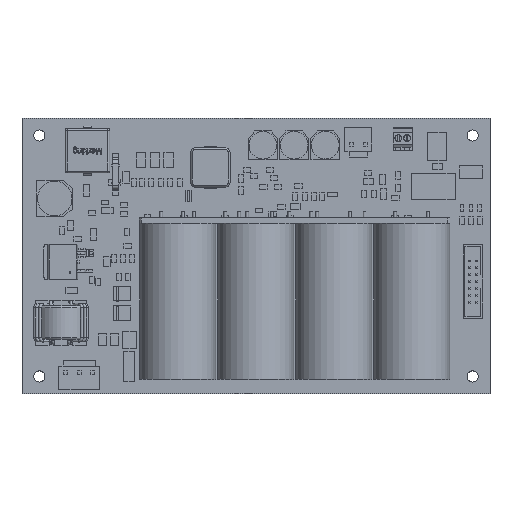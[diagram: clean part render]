
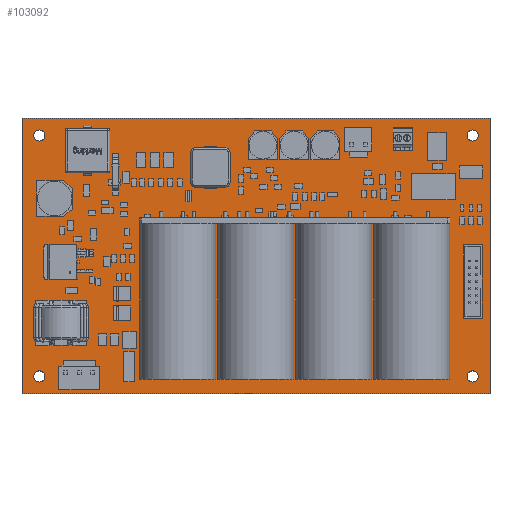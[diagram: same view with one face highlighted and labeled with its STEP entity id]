
A CAD part, top view. The second image highlights one B-rep face of the part: STEP entity #103092.
In plain terms, the highlighted planar face has unit normal (0, 0, 1).
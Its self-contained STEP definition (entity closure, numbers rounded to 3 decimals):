
#527 = DIRECTION ( 'NONE',  ( 0., 0., 1. ) ) ;
#796 = DIRECTION ( 'NONE',  ( -1., 0., 0. ) ) ;
#1147 = PLANE ( 'NONE',  #133105 ) ;
#5727 = EDGE_CURVE ( 'NONE', #69647, #32379, #9995, .T. ) ;
#5992 = VECTOR ( 'NONE', #47203, 1000. ) ;
#6161 = EDGE_LOOP ( 'NONE', ( #124004 ) ) ;
#6395 = LINE ( 'NONE', #49882, #97339 ) ;
#7368 = EDGE_CURVE ( 'NONE', #57608, #69647, #29499, .T. ) ;
#7451 = EDGE_CURVE ( 'NONE', #99681, #99681, #16198, .T. ) ;
#9995 = LINE ( 'NONE', #123366, #5992 ) ;
#11761 = DIRECTION ( 'NONE',  ( 0., 0., 1. ) ) ;
#13692 = DIRECTION ( 'NONE',  ( 0., 0., 1. ) ) ;
#16036 = EDGE_CURVE ( 'NONE', #64990, #64990, #26170, .T. ) ;
#16096 = CIRCLE ( 'NONE', #71243, 1.6 ) ;
#16198 = CIRCLE ( 'NONE', #42503, 1.6 ) ;
#16550 = EDGE_LOOP ( 'NONE', ( #141435, #101579, #69703, #62992 ) ) ;
#16860 = CIRCLE ( 'NONE', #117697, 1.6 ) ;
#17777 = CARTESIAN_POINT ( 'NONE',  ( 131.6, 74.5, 0. ) ) ;
#22935 = DIRECTION ( 'NONE',  ( 1., 0., 0. ) ) ;
#25093 = EDGE_CURVE ( 'NONE', #142333, #57608, #26198, .T. ) ;
#26170 = CIRCLE ( 'NONE', #110298, 1.6 ) ;
#26198 = LINE ( 'NONE', #126189, #144989 ) ;
#26340 = VERTEX_POINT ( 'NONE', #108379 ) ;
#27889 = ORIENTED_EDGE ( 'NONE', *, *, #16036, .F. ) ;
#28233 = CARTESIAN_POINT ( 'NONE',  ( 6.6, 5., 0. ) ) ;
#29499 = LINE ( 'NONE', #65524, #105258 ) ;
#30927 = EDGE_LOOP ( 'NONE', ( #39266 ) ) ;
#31659 = CARTESIAN_POINT ( 'NONE',  ( 135., 0., 0. ) ) ;
#32324 = DIRECTION ( 'NONE',  ( 0., 0., 1. ) ) ;
#32379 = VERTEX_POINT ( 'NONE', #34342 ) ;
#34342 = CARTESIAN_POINT ( 'NONE',  ( 135., 79.5, 0. ) ) ;
#39266 = ORIENTED_EDGE ( 'NONE', *, *, #104602, .F. ) ;
#42503 = AXIS2_PLACEMENT_3D ( 'NONE', #138579, #527, #22935 ) ;
#42880 = CARTESIAN_POINT ( 'NONE',  ( 5., 5., 0. ) ) ;
#47203 = DIRECTION ( 'NONE',  ( 1., 0., 0. ) ) ;
#48858 = CARTESIAN_POINT ( 'NONE',  ( 131.6, 5., 0. ) ) ;
#49882 = CARTESIAN_POINT ( 'NONE',  ( 135., 79.5, 0. ) ) ;
#57608 = VERTEX_POINT ( 'NONE', #120135 ) ;
#62992 = ORIENTED_EDGE ( 'NONE', *, *, #7368, .F. ) ;
#64014 = EDGE_LOOP ( 'NONE', ( #114110 ) ) ;
#64990 = VERTEX_POINT ( 'NONE', #28233 ) ;
#65524 = CARTESIAN_POINT ( 'NONE',  ( 0., 0., 0. ) ) ;
#69409 = FACE_OUTER_BOUND ( 'NONE', #16550, .T. ) ;
#69647 = VERTEX_POINT ( 'NONE', #87128 ) ;
#69703 = ORIENTED_EDGE ( 'NONE', *, *, #5727, .F. ) ;
#71243 = AXIS2_PLACEMENT_3D ( 'NONE', #118830, #13692, #141916 ) ;
#72441 = DIRECTION ( 'NONE',  ( 0., -1., 0. ) ) ;
#78160 = DIRECTION ( 'NONE',  ( 1., 0., 0. ) ) ;
#79234 = FACE_BOUND ( 'NONE', #64014, .T. ) ;
#80733 = CARTESIAN_POINT ( 'NONE',  ( 5., 74.5, 0. ) ) ;
#87128 = CARTESIAN_POINT ( 'NONE',  ( 0., 79.5, 0. ) ) ;
#88556 = EDGE_CURVE ( 'NONE', #32379, #142333, #6395, .T. ) ;
#90471 = DIRECTION ( 'NONE',  ( 0., 0., 1. ) ) ;
#97339 = VECTOR ( 'NONE', #72441, 1000. ) ;
#98755 = DIRECTION ( 'NONE',  ( 0., 1., 0. ) ) ;
#99681 = VERTEX_POINT ( 'NONE', #17777 ) ;
#101097 = EDGE_CURVE ( 'NONE', #26340, #26340, #16860, .T. ) ;
#101579 = ORIENTED_EDGE ( 'NONE', *, *, #88556, .F. ) ;
#102630 = DIRECTION ( 'NONE',  ( 1., 0., 0. ) ) ;
#102683 = DIRECTION ( 'NONE',  ( 1., 0., 0. ) ) ;
#103092 = ADVANCED_FACE ( 'NONE', ( #113871, #79234, #113152, #124335, #69409 ), #1147, .T. ) ;
#104602 = EDGE_CURVE ( 'NONE', #109079, #109079, #16096, .T. ) ;
#105258 = VECTOR ( 'NONE', #98755, 1000. ) ;
#108379 = CARTESIAN_POINT ( 'NONE',  ( 6.6, 74.5, 0. ) ) ;
#109079 = VERTEX_POINT ( 'NONE', #48858 ) ;
#110298 = AXIS2_PLACEMENT_3D ( 'NONE', #42880, #32324, #78160 ) ;
#113152 = FACE_BOUND ( 'NONE', #6161, .T. ) ;
#113871 = FACE_BOUND ( 'NONE', #141693, .T. ) ;
#114110 = ORIENTED_EDGE ( 'NONE', *, *, #101097, .F. ) ;
#117697 = AXIS2_PLACEMENT_3D ( 'NONE', #80733, #11761, #102683 ) ;
#118830 = CARTESIAN_POINT ( 'NONE',  ( 130., 5., 0. ) ) ;
#120135 = CARTESIAN_POINT ( 'NONE',  ( 0., 0., 0. ) ) ;
#123366 = CARTESIAN_POINT ( 'NONE',  ( 0., 79.5, 0. ) ) ;
#124004 = ORIENTED_EDGE ( 'NONE', *, *, #7451, .F. ) ;
#124335 = FACE_BOUND ( 'NONE', #30927, .T. ) ;
#126189 = CARTESIAN_POINT ( 'NONE',  ( 135., 0., 0. ) ) ;
#133105 = AXIS2_PLACEMENT_3D ( 'NONE', #138469, #90471, #102630 ) ;
#138469 = CARTESIAN_POINT ( 'NONE',  ( 0., 0., 0. ) ) ;
#138579 = CARTESIAN_POINT ( 'NONE',  ( 130., 74.5, 0. ) ) ;
#141435 = ORIENTED_EDGE ( 'NONE', *, *, #25093, .F. ) ;
#141693 = EDGE_LOOP ( 'NONE', ( #27889 ) ) ;
#141916 = DIRECTION ( 'NONE',  ( 1., 0., 0. ) ) ;
#142333 = VERTEX_POINT ( 'NONE', #31659 ) ;
#144989 = VECTOR ( 'NONE', #796, 1000. ) ;
